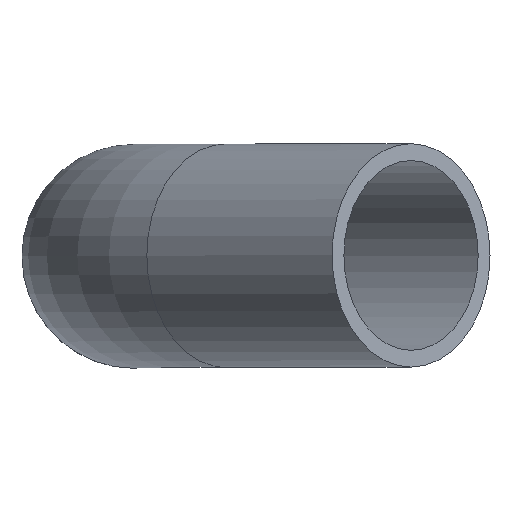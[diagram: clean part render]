
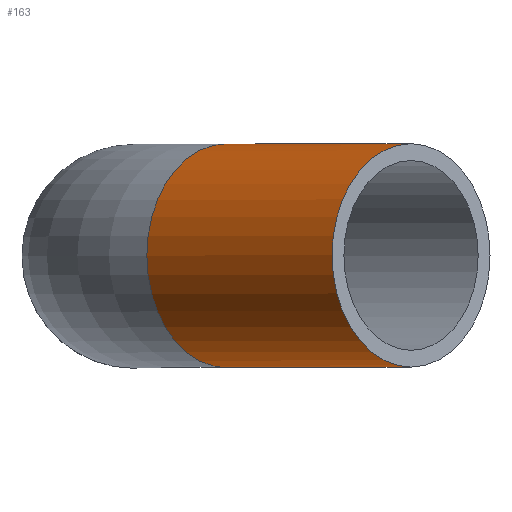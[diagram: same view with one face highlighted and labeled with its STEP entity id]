
A CAD part, top view. The second image highlights one B-rep face of the part: STEP entity #163.
In plain terms, the highlighted cylindrical face has radius 10.65 mm (diameter 21.3 mm), a full revolution.
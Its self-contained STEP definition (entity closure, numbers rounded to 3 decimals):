
#136=CARTESIAN_POINT('',(8.787,0.0,46.187));
#137=DIRECTION('',(0.707,0.0,0.707));
#138=DIRECTION('',(-0.707,0.0,0.707));
#139=AXIS2_PLACEMENT_3D('',#136,#137,#138);
#140=CYLINDRICAL_SURFACE('',#139,10.65);
#141=CARTESIAN_POINT('',(33.976,0.,56.315));
#142=VERTEX_POINT('',#141);
#143=CARTESIAN_POINT('',(26.446,0.0,63.846));
#144=DIRECTION('',(-0.707,0.0,-0.707));
#145=DIRECTION('',(-0.707,0.0,0.707));
#146=AXIS2_PLACEMENT_3D('',#143,#144,#145);
#147=CIRCLE('',#146,10.65);
#148=EDGE_CURVE('',#142,#142,#147,.T.);
#149=ORIENTED_EDGE('',*,*,#148,.T.);
#150=EDGE_LOOP('',(#149));
#151=FACE_OUTER_BOUND('',#150,.T.);
#152=CARTESIAN_POINT('',(16.317,0.,38.656));
#153=VERTEX_POINT('',#152);
#154=CARTESIAN_POINT('',(8.787,0.0,46.187));
#155=DIRECTION('',(-0.707,0.0,-0.707));
#156=DIRECTION('',(-0.707,0.0,0.707));
#157=AXIS2_PLACEMENT_3D('',#154,#155,#156);
#158=CIRCLE('',#157,10.65);
#159=EDGE_CURVE('',#153,#153,#158,.T.);
#160=ORIENTED_EDGE('',*,*,#159,.F.);
#161=EDGE_LOOP('',(#160));
#162=FACE_BOUND('',#161,.T.);
#163=ADVANCED_FACE('',(#151,#162),#140,.T.);
